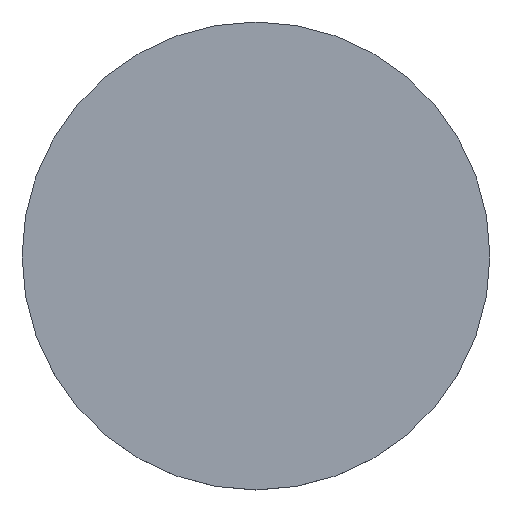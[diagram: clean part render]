
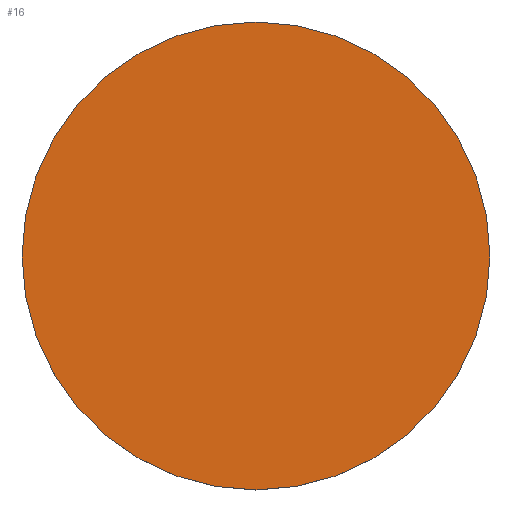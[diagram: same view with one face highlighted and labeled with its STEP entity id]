
A CAD part, top view. The second image highlights one B-rep face of the part: STEP entity #16.
In plain terms, the highlighted planar face has unit normal (0, 0, 1).
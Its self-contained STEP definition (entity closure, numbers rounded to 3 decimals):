
#1 = CARTESIAN_POINT ( 'NONE',  ( -17.5, 0., 2. ) ) ;
#7 = EDGE_CURVE ( 'NONE', #61, #99, #131, .T. ) ;
#16 = ADVANCED_FACE ( 'NONE', ( #170 ), #68, .T. ) ;
#18 = CIRCLE ( 'NONE', #133, 17.5 ) ;
#22 = DIRECTION ( 'NONE',  ( 0., 0., 1. ) ) ;
#42 = CARTESIAN_POINT ( 'NONE',  ( 0., 0., 2. ) ) ;
#43 = CARTESIAN_POINT ( 'NONE',  ( 17.5, 0., 2. ) ) ;
#45 = DIRECTION ( 'NONE',  ( 1., 0., 0. ) ) ;
#52 = DIRECTION ( 'NONE',  ( 1., 0., 0. ) ) ;
#61 = VERTEX_POINT ( 'NONE', #1 ) ;
#65 = ORIENTED_EDGE ( 'NONE', *, *, #7, .T. ) ;
#68 = PLANE ( 'NONE',  #84 ) ;
#84 = AXIS2_PLACEMENT_3D ( 'NONE', #142, #22, #152 ) ;
#96 = CARTESIAN_POINT ( 'NONE',  ( 0., 0., 2. ) ) ;
#99 = VERTEX_POINT ( 'NONE', #43 ) ;
#119 = EDGE_CURVE ( 'NONE', #99, #61, #18, .T. ) ;
#131 = CIRCLE ( 'NONE', #166, 17.5 ) ;
#133 = AXIS2_PLACEMENT_3D ( 'NONE', #42, #150, #52 ) ;
#141 = EDGE_LOOP ( 'NONE', ( #65, #173 ) ) ;
#142 = CARTESIAN_POINT ( 'NONE',  ( 0., 0., 2. ) ) ;
#150 = DIRECTION ( 'NONE',  ( 0., 0., 1. ) ) ;
#152 = DIRECTION ( 'NONE',  ( 1., 0., 0. ) ) ;
#166 = AXIS2_PLACEMENT_3D ( 'NONE', #96, #174, #45 ) ;
#170 = FACE_OUTER_BOUND ( 'NONE', #141, .T. ) ;
#173 = ORIENTED_EDGE ( 'NONE', *, *, #119, .T. ) ;
#174 = DIRECTION ( 'NONE',  ( 0., 0., 1. ) ) ;
